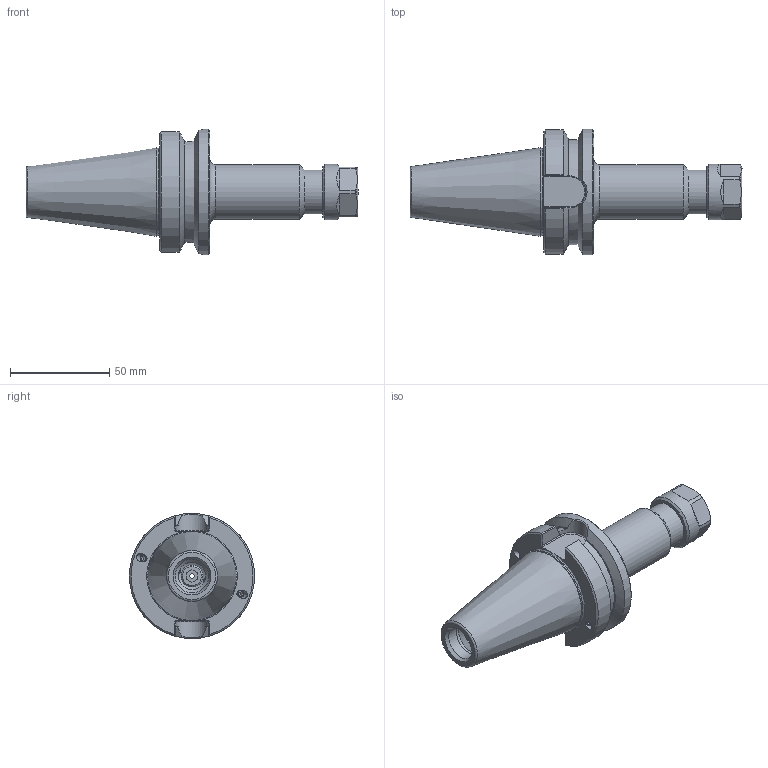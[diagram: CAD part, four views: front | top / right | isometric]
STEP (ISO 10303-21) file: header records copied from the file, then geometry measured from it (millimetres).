
FILE_DESCRIPTION(/* description */ ('ER COLLET CHUCK'),/* implementation_level */ '2;1');
FILE_NAME(/* name */ 'B40BC-16ERF400.stp',/* time_stamp */ '2017-01-18T08:41:36-05:00',/* author */ ('davhar'),/* organization */ (''),/* preprocessor_version */ 'ST-DEVELOPER v16.1',/* originating_system */ 'Autodesk Inventor 2016',/* authorisation */ '');
FILE_SCHEMA (('AUTOMOTIVE_DESIGN { 1 0 10303 214 3 1 1 }'));
Length unit declared in the file: inch
Products named in the file (6): B40BCB-16ER4-1; 029-965; B40BCB-16ER4-1_1; 16ERHN; BS-20; B40BC-16ERF400
Assembly tree (8 placements, depth 3):
  B40BC-16ERF400
    B40BCB-16ER4-1_1
      B40BCB-16ER4-1
      029-965  x4
    16ERHN
    BS-20
Bounding box: 167 x 62.99 x 62.99 mm (x, y, z)
Volume: 154086.1 mm3; surface area: 34673.5 mm2
Topology: 7 solids, 7 shells, 201 faces, 475 edges, 304 vertices
Faces by surface type: plane 93, cylinder 53, cone 38, torus 11, sphere 4, bspline 2
Full cylindrical faces by diameter (mm): 2.286 x1, 3.3 x4, 4 x8, 4.1 x4, 4.2 x4, 9.461 x1, 9.728 x1, 10.973 x1, 11.176 x1, 12.4 x1, 13.843 x1, 17.013 x1, 17.623 x1, 20.5 x1, 22 x1, 23 x1, 27.432 x1, 28 x1, 43.942 x1, 62.992 x1
Entity records: 4658 total; most frequent: CARTESIAN_POINT 1155, DIRECTION 712, ORIENTED_EDGE 616, EDGE_CURVE 308, AXIS2_PLACEMENT_3D 299, EDGE_LOOP 228, VERTEX_POINT 224, FACE_OUTER_BOUND 153
